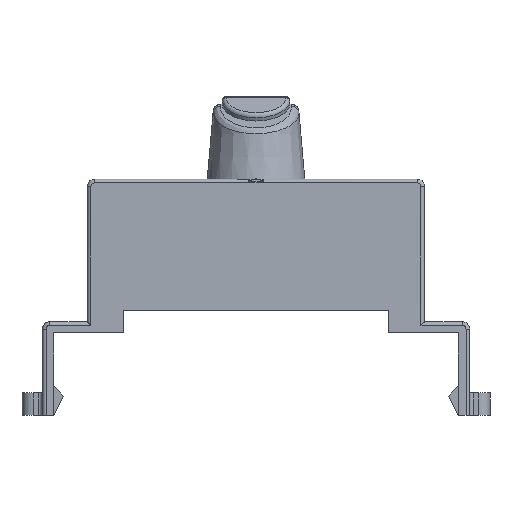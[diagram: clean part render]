
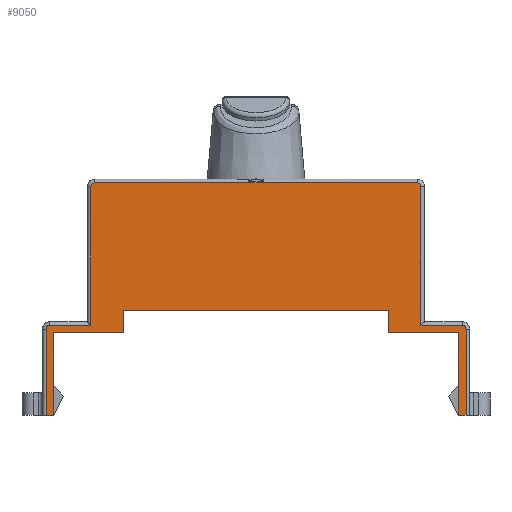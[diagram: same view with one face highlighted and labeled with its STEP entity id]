
A CAD part, left-side view. The second image highlights one B-rep face of the part: STEP entity #9050.
In plain terms, the highlighted planar face has unit normal (-1, 0, 0).
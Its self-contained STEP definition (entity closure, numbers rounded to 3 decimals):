
#2381=DIRECTION('',(0.,-1.,0.));
#2382=VECTOR('',#2381,35.2);
#2383=CARTESIAN_POINT('',(-17.5,17.708,44.5));
#2384=LINE('',#2383,#2382);
#2454=DIRECTION('',(0.,0.,1.));
#2455=VECTOR('',#2454,3.);
#2456=CARTESIAN_POINT('',(-17.5,-17.492,41.5));
#2457=LINE('',#2456,#2455);
#2458=CARTESIAN_POINT('',(-17.5,27.608,42.));
#2459=DIRECTION('',(-1.,0.,0.));
#2460=DIRECTION('',(0.,0.,1.));
#2461=AXIS2_PLACEMENT_3D('',#2458,#2459,#2460);
#2463=CARTESIAN_POINT('',(-17.5,21.608,61.));
#2464=DIRECTION('',(-1.,0.,0.));
#2465=DIRECTION('',(0.,0.,1.));
#2466=AXIS2_PLACEMENT_3D('',#2463,#2464,#2465);
#2468=CARTESIAN_POINT('',(-17.5,-21.392,61.));
#2469=DIRECTION('',(-1.,0.,0.));
#2470=DIRECTION('',(0.,-1.,0.));
#2471=AXIS2_PLACEMENT_3D('',#2468,#2469,#2470);
#2473=CARTESIAN_POINT('',(-17.5,-27.392,42.));
#2474=DIRECTION('',(-1.,0.,0.));
#2475=DIRECTION('',(0.,-1.,0.));
#2476=AXIS2_PLACEMENT_3D('',#2473,#2474,#2475);
#2482=DIRECTION('',(0.,0.,-1.));
#2483=VECTOR('',#2482,3.);
#2484=CARTESIAN_POINT('',(-17.5,17.708,44.5));
#2485=LINE('',#2484,#2483);
#2606=DIRECTION('',(0.,1.,0.));
#2607=VECTOR('',#2606,9.4);
#2608=CARTESIAN_POINT('',(-17.5,-26.892,41.5));
#2609=LINE('',#2608,#2607);
#2622=DIRECTION('',(0.,0.,1.));
#2623=VECTOR('',#2622,11.);
#2624=CARTESIAN_POINT('',(-17.5,-26.892,30.5));
#2625=LINE('',#2624,#2623);
#2717=CARTESIAN_POINT('',(-17.5,-21.892,42.5));
#2734=DIRECTION('',(0.,0.,-1.));
#2735=VECTOR('',#2734,18.5);
#2736=CARTESIAN_POINT('',(-17.5,-21.892,61.));
#2737=LINE('',#2736,#2735);
#2752=DIRECTION('',(0.,-1.,0.));
#2753=VECTOR('',#2752,5.5);
#2754=CARTESIAN_POINT('',(-17.5,-21.892,42.5));
#2755=LINE('',#2754,#2753);
#2770=DIRECTION('',(0.,0.,-1.));
#2771=VECTOR('',#2770,11.5);
#2772=CARTESIAN_POINT('',(-17.5,-27.892,42.));
#2773=LINE('',#2772,#2771);
#2825=DIRECTION('',(0.,1.,0.));
#2826=VECTOR('',#2825,1.);
#2827=CARTESIAN_POINT('',(-17.5,-27.892,30.5));
#2828=LINE('',#2827,#2826);
#3159=DIRECTION('',(0.,-1.,0.));
#3160=VECTOR('',#3159,43.);
#3161=CARTESIAN_POINT('',(-17.5,21.608,61.5));
#3162=LINE('',#3161,#3160);
#3200=DIRECTION('',(0.,0.,1.));
#3201=VECTOR('',#3200,18.5);
#3202=CARTESIAN_POINT('',(-17.5,22.108,42.5));
#3203=LINE('',#3202,#3201);
#3204=CARTESIAN_POINT('',(-17.5,22.108,42.5));
#3221=DIRECTION('',(0.,-1.,0.));
#3222=VECTOR('',#3221,5.5);
#3223=CARTESIAN_POINT('',(-17.5,27.608,42.5));
#3224=LINE('',#3223,#3222);
#3244=DIRECTION('',(0.,0.,1.));
#3245=VECTOR('',#3244,11.5);
#3246=CARTESIAN_POINT('',(-17.5,28.108,30.5));
#3247=LINE('',#3246,#3245);
#3266=DIRECTION('',(0.,1.,0.));
#3267=VECTOR('',#3266,1.);
#3268=CARTESIAN_POINT('',(-17.5,27.108,30.5));
#3269=LINE('',#3268,#3267);
#3963=DIRECTION('',(0.,0.,-1.));
#3964=VECTOR('',#3963,11.);
#3965=CARTESIAN_POINT('',(-17.5,27.108,41.5));
#3966=LINE('',#3965,#3964);
#4059=DIRECTION('',(0.,1.,0.));
#4060=VECTOR('',#4059,9.4);
#4061=CARTESIAN_POINT('',(-17.5,17.708,41.5));
#4062=LINE('',#4061,#4060);
#4515=CARTESIAN_POINT('',(-17.5,17.708,44.5));
#4516=CARTESIAN_POINT('',(-17.5,17.708,41.5));
#4517=VERTEX_POINT('',#4515);
#4518=VERTEX_POINT('',#4516);
#4629=CARTESIAN_POINT('',(-17.5,-17.492,41.5));
#4630=VERTEX_POINT('',#4629);
#4631=CARTESIAN_POINT('',(-17.5,-17.492,44.5));
#4632=VERTEX_POINT('',#4631);
#4671=CARTESIAN_POINT('',(-17.5,-26.892,41.5));
#4672=VERTEX_POINT('',#4671);
#4675=CARTESIAN_POINT('',(-17.5,-26.892,30.5));
#4676=VERTEX_POINT('',#4675);
#4921=CARTESIAN_POINT('',(-17.5,-27.892,42.));
#4922=VERTEX_POINT('',#4921);
#4923=CARTESIAN_POINT('',(-17.5,-27.392,42.5));
#4924=VERTEX_POINT('',#4923);
#4925=VERTEX_POINT('',#2717);
#4926=CARTESIAN_POINT('',(-17.5,-21.892,61.));
#4927=VERTEX_POINT('',#4926);
#4929=CARTESIAN_POINT('',(-17.5,-21.392,61.5));
#4931=VERTEX_POINT('',#4929);
#4942=CARTESIAN_POINT('',(-17.5,21.608,61.5));
#4943=VERTEX_POINT('',#4942);
#4944=CARTESIAN_POINT('',(-17.5,22.108,61.));
#4945=VERTEX_POINT('',#4944);
#4946=VERTEX_POINT('',#3204);
#4947=CARTESIAN_POINT('',(-17.5,27.608,42.5));
#4948=VERTEX_POINT('',#4947);
#4949=CARTESIAN_POINT('',(-17.5,28.108,42.));
#4950=VERTEX_POINT('',#4949);
#4953=CARTESIAN_POINT('',(-17.5,28.108,30.5));
#4954=VERTEX_POINT('',#4953);
#4961=CARTESIAN_POINT('',(-17.5,27.108,30.5));
#4962=VERTEX_POINT('',#4961);
#4965=CARTESIAN_POINT('',(-17.5,27.108,41.5));
#4966=VERTEX_POINT('',#4965);
#5047=CARTESIAN_POINT('',(-17.5,-27.892,30.5));
#5048=VERTEX_POINT('',#5047);
#9005=CARTESIAN_POINT('',(-17.5,0.108,46.));
#9006=DIRECTION('',(1.,0.,0.));
#9007=DIRECTION('',(0.,0.,-1.));
#9008=AXIS2_PLACEMENT_3D('',#9005,#9006,#9007);
#9009=PLANE('',#9008);
#9010=ORIENTED_EDGE('',*,*,#8789,.F.);
#9012=ORIENTED_EDGE('',*,*,#9011,.T.);
#9014=ORIENTED_EDGE('',*,*,#9013,.T.);
#9016=ORIENTED_EDGE('',*,*,#9015,.T.);
#9018=ORIENTED_EDGE('',*,*,#9017,.T.);
#9020=ORIENTED_EDGE('',*,*,#9019,.T.);
#9022=ORIENTED_EDGE('',*,*,#9021,.F.);
#9024=ORIENTED_EDGE('',*,*,#9023,.T.);
#9026=ORIENTED_EDGE('',*,*,#9025,.T.);
#9028=ORIENTED_EDGE('',*,*,#9027,.F.);
#9030=ORIENTED_EDGE('',*,*,#9029,.T.);
#9032=ORIENTED_EDGE('',*,*,#9031,.F.);
#9034=ORIENTED_EDGE('',*,*,#9033,.T.);
#9036=ORIENTED_EDGE('',*,*,#9035,.T.);
#9038=ORIENTED_EDGE('',*,*,#9037,.F.);
#9040=ORIENTED_EDGE('',*,*,#9039,.T.);
#9042=ORIENTED_EDGE('',*,*,#9041,.T.);
#9044=ORIENTED_EDGE('',*,*,#9043,.T.);
#9046=ORIENTED_EDGE('',*,*,#9045,.T.);
#9047=ORIENTED_EDGE('',*,*,#8985,.T.);
#9048=EDGE_LOOP('',(#9010,#9012,#9014,#9016,#9018,#9020,#9022,#9024,#9026,#9028,
#9030,#9032,#9034,#9036,#9038,#9040,#9042,#9044,#9046,#9047));
#9049=FACE_OUTER_BOUND('',#9048,.F.);
#2462=CIRCLE('',#2461,0.5);
#2467=CIRCLE('',#2466,0.5);
#2472=CIRCLE('',#2471,0.5);
#2477=CIRCLE('',#2476,0.5);
#8789=EDGE_CURVE('',#4517,#4632,#2384,.T.);
#8985=EDGE_CURVE('',#4630,#4632,#2457,.T.);
#9011=EDGE_CURVE('',#4517,#4518,#2485,.T.);
#9013=EDGE_CURVE('',#4518,#4966,#4062,.T.);
#9015=EDGE_CURVE('',#4966,#4962,#3966,.T.);
#9017=EDGE_CURVE('',#4962,#4954,#3269,.T.);
#9019=EDGE_CURVE('',#4954,#4950,#3247,.T.);
#9021=EDGE_CURVE('',#4948,#4950,#2462,.T.);
#9023=EDGE_CURVE('',#4948,#4946,#3224,.T.);
#9025=EDGE_CURVE('',#4946,#4945,#3203,.T.);
#9027=EDGE_CURVE('',#4943,#4945,#2467,.T.);
#9029=EDGE_CURVE('',#4943,#4931,#3162,.T.);
#9031=EDGE_CURVE('',#4927,#4931,#2472,.T.);
#9033=EDGE_CURVE('',#4927,#4925,#2737,.T.);
#9035=EDGE_CURVE('',#4925,#4924,#2755,.T.);
#9037=EDGE_CURVE('',#4922,#4924,#2477,.T.);
#9039=EDGE_CURVE('',#4922,#5048,#2773,.T.);
#9041=EDGE_CURVE('',#5048,#4676,#2828,.T.);
#9043=EDGE_CURVE('',#4676,#4672,#2625,.T.);
#9045=EDGE_CURVE('',#4672,#4630,#2609,.T.);
#9050=ADVANCED_FACE('',(#9049),#9009,.F.);
